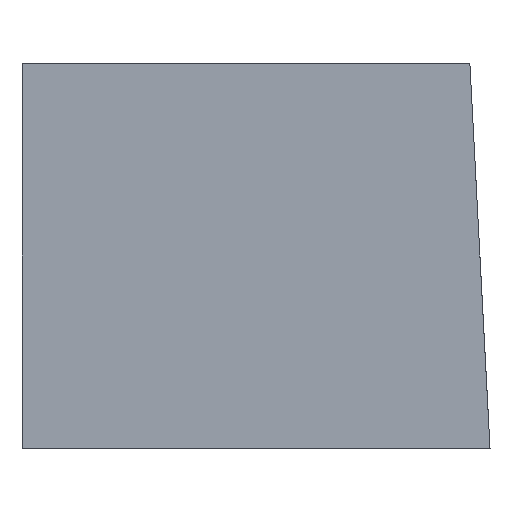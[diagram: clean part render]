
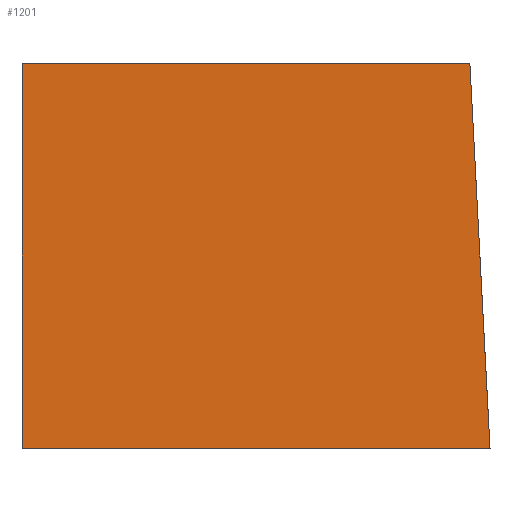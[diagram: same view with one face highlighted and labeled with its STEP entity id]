
A CAD part, left-side view. The second image highlights one B-rep face of the part: STEP entity #1201.
In plain terms, the highlighted planar face has unit normal (-1, 0, 0).
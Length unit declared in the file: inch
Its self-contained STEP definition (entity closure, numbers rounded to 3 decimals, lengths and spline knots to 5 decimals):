
#150=DIRECTION('',(0.,-1.,0.));
#151=VECTOR('',#150,1.218);
#152=CARTESIAN_POINT('',(-1.125,0.562,0.));
#153=LINE('',#152,#151);
#200=DIRECTION('',(0.,-1.,0.));
#201=VECTOR('',#200,1.16559);
#202=CARTESIAN_POINT('',(-1.125,0.562,1.));
#203=LINE('',#202,#201);
#558=DIRECTION('',(0.,0.052,0.999));
#559=VECTOR('',#558,1.00137);
#560=CARTESIAN_POINT('',(-1.125,-0.656,0.));
#561=LINE('',#560,#559);
#562=DIRECTION('',(0.,0.,1.));
#563=VECTOR('',#562,1.);
#564=CARTESIAN_POINT('',(-1.125,0.562,0.));
#565=LINE('',#564,#563);
#825=CARTESIAN_POINT('',(-1.125,0.562,0.));
#827=VERTEX_POINT('',#825);
#829=CARTESIAN_POINT('',(-1.125,0.562,1.));
#831=VERTEX_POINT('',#829);
#880=CARTESIAN_POINT('',(-1.125,-0.656,0.));
#882=VERTEX_POINT('',#880);
#884=CARTESIAN_POINT('',(-1.125,-0.60359,1.));
#886=VERTEX_POINT('',#884);
#1190=CARTESIAN_POINT('',(-1.125,0.562,0.));
#1191=DIRECTION('',(-1.,0.,0.));
#1192=DIRECTION('',(0.,-1.,0.));
#1193=AXIS2_PLACEMENT_3D('',#1190,#1191,#1192);
#1194=PLANE('',#1193);
#1195=ORIENTED_EDGE('',*,*,#1170,.F.);
#1196=ORIENTED_EDGE('',*,*,#917,.F.);
#1197=ORIENTED_EDGE('',*,*,#1136,.T.);
#1198=ORIENTED_EDGE('',*,*,#977,.T.);
#1199=EDGE_LOOP('',(#1195,#1196,#1197,#1198));
#1200=FACE_OUTER_BOUND('',#1199,.F.);
#1201=ADVANCED_FACE('',(#1200),#1194,.T.);
#917=EDGE_CURVE('',#827,#882,#153,.T.);
#977=EDGE_CURVE('',#831,#886,#203,.T.);
#1136=EDGE_CURVE('',#827,#831,#565,.T.);
#1170=EDGE_CURVE('',#882,#886,#561,.T.);
